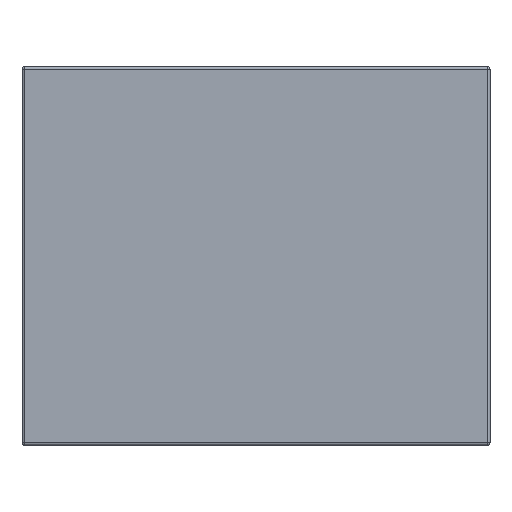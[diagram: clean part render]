
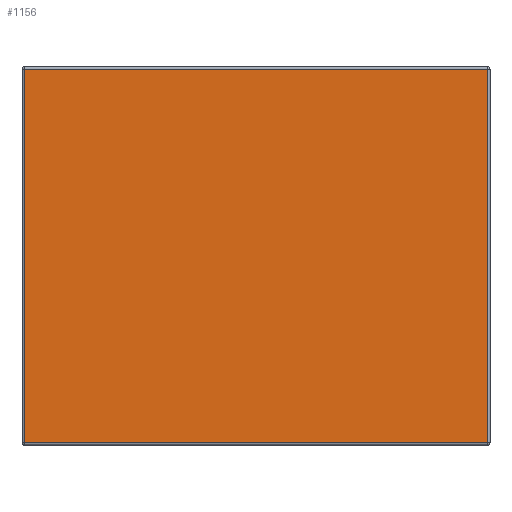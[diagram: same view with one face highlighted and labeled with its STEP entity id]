
A CAD part, front view. The second image highlights one B-rep face of the part: STEP entity #1156.
In plain terms, the highlighted planar face has unit normal (0, -1, 0).
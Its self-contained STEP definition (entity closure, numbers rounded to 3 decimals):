
#10 = LINE ( 'NONE', #1015, #896 ) ;
#36 = CARTESIAN_POINT ( 'NONE',  ( 194.5, -265., 318. ) ) ;
#158 = VERTEX_POINT ( 'NONE', #943 ) ;
#199 = CARTESIAN_POINT ( 'NONE',  ( -196.5, -265., 316. ) ) ;
#207 = ORIENTED_EDGE ( 'NONE', *, *, #1705, .T. ) ;
#266 = ORIENTED_EDGE ( 'NONE', *, *, #598, .T. ) ;
#283 = ORIENTED_EDGE ( 'NONE', *, *, #1238, .T. ) ;
#288 = CARTESIAN_POINT ( 'NONE',  ( -194.5, -265., 318. ) ) ;
#351 = ORIENTED_EDGE ( 'NONE', *, *, #1600, .T. ) ;
#361 = VERTEX_POINT ( 'NONE', #845 ) ;
#520 = DIRECTION ( 'NONE',  ( 0., 1., 0. ) ) ;
#535 = CARTESIAN_POINT ( 'NONE',  ( 194.5, -265., 2. ) ) ;
#537 = DIRECTION ( 'NONE',  ( 0., 0., 1. ) ) ;
#598 = EDGE_CURVE ( 'NONE', #1485, #361, #1468, .T. ) ;
#634 = VECTOR ( 'NONE', #1755, 1000. ) ;
#668 = PLANE ( 'NONE',  #1200 ) ;
#784 = LINE ( 'NONE', #199, #634 ) ;
#845 = CARTESIAN_POINT ( 'NONE',  ( 194.5, -265., 316. ) ) ;
#850 = VECTOR ( 'NONE', #1169, 1000. ) ;
#884 = LINE ( 'NONE', #288, #850 ) ;
#896 = VECTOR ( 'NONE', #1318, 1000. ) ;
#910 = CARTESIAN_POINT ( 'NONE',  ( -194.5, -265., 2. ) ) ;
#943 = CARTESIAN_POINT ( 'NONE',  ( -194.5, -265., 316. ) ) ;
#1015 = CARTESIAN_POINT ( 'NONE',  ( -196.5, -265., 2. ) ) ;
#1061 = EDGE_LOOP ( 'NONE', ( #207, #351, #283, #266 ) ) ;
#1156 = ADVANCED_FACE ( 'NONE', ( #1540 ), #668, .F. ) ;
#1169 = DIRECTION ( 'NONE',  ( 0., 0., -1. ) ) ;
#1200 = AXIS2_PLACEMENT_3D ( 'NONE', #1666, #520, #537 ) ;
#1238 = EDGE_CURVE ( 'NONE', #1739, #1485, #10, .T. ) ;
#1318 = DIRECTION ( 'NONE',  ( 1., 0., 0. ) ) ;
#1468 = LINE ( 'NONE', #36, #1584 ) ;
#1481 = DIRECTION ( 'NONE',  ( 0., 0., 1. ) ) ;
#1485 = VERTEX_POINT ( 'NONE', #535 ) ;
#1540 = FACE_OUTER_BOUND ( 'NONE', #1061, .T. ) ;
#1584 = VECTOR ( 'NONE', #1481, 1000. ) ;
#1600 = EDGE_CURVE ( 'NONE', #158, #1739, #884, .T. ) ;
#1666 = CARTESIAN_POINT ( 'NONE',  ( -196.5, -265., 318. ) ) ;
#1705 = EDGE_CURVE ( 'NONE', #361, #158, #784, .T. ) ;
#1739 = VERTEX_POINT ( 'NONE', #910 ) ;
#1755 = DIRECTION ( 'NONE',  ( -1., 0., 0. ) ) ;
